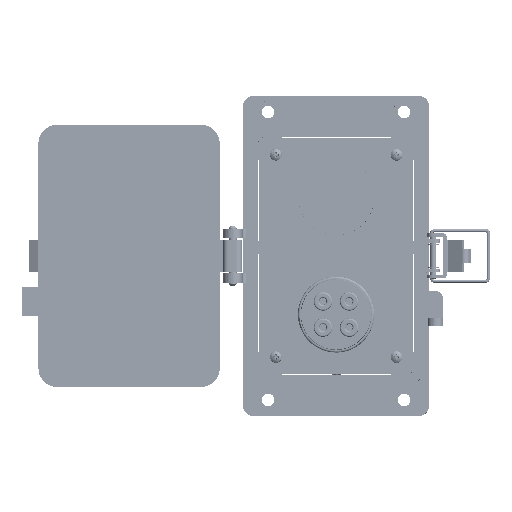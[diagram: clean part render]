
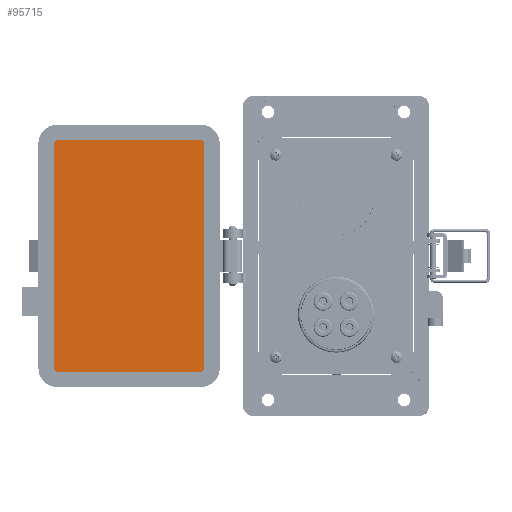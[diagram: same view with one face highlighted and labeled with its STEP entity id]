
A CAD part, top view. The second image highlights one B-rep face of the part: STEP entity #95715.
In plain terms, the highlighted planar face has unit normal (0, 0, 1).
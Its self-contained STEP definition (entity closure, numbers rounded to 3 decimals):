
#600 = CARTESIAN_POINT ( 'NONE',  ( -57.72, 67.765, 8.694 ) ) ;
#2128 = LINE ( 'NONE', #56329, #149633 ) ;
#7526 = CARTESIAN_POINT ( 'NONE',  ( 59.502, 69.55, 8.694 ) ) ;
#14657 = CARTESIAN_POINT ( 'NONE',  ( 57.717, 69.55, 8.694 ) ) ;
#14808 = ORIENTED_EDGE ( 'NONE', *, *, #91016, .F. ) ;
#17190 = VERTEX_POINT ( 'NONE', #7526 ) ;
#21644 = ORIENTED_EDGE ( 'NONE', *, *, #87448, .F. ) ;
#22207 = CARTESIAN_POINT ( 'NONE',  ( -57.72, 67.765, 8.694 ) ) ;
#23155 = AXIS2_PLACEMENT_3D ( 'NONE', #119107, #49366, #130849 ) ;
#26393 = DIRECTION ( 'NONE',  ( 0., -1., 0. ) ) ;
#26915 = EDGE_CURVE ( 'NONE', #122577, #101824, #83655, .T. ) ;
#28534 = AXIS2_PLACEMENT_3D ( 'NONE', #32223, #113550, #43860 ) ;
#29618 = LINE ( 'NONE', #31971, #126138 ) ;
#31137 = CIRCLE ( 'NONE', #33449, 1.785 ) ;
#31971 = CARTESIAN_POINT ( 'NONE',  ( -59.505, 143.334, 8.694 ) ) ;
#32223 = CARTESIAN_POINT ( 'NONE',  ( -57.72, 143.334, 8.694 ) ) ;
#33449 = AXIS2_PLACEMENT_3D ( 'NONE', #14657, #95989, #26393 ) ;
#35638 = CARTESIAN_POINT ( 'NONE',  ( -57.72, 145.119, 8.694 ) ) ;
#37698 = PLANE ( 'NONE',  #23155 ) ;
#43860 = DIRECTION ( 'NONE',  ( 0., -1., 0. ) ) ;
#48429 = CIRCLE ( 'NONE', #109582, 1.785 ) ;
#49366 = DIRECTION ( 'NONE',  ( 0., 0., 1. ) ) ;
#49605 = CARTESIAN_POINT ( 'NONE',  ( 57.717, 143.334, 8.694 ) ) ;
#53294 = DIRECTION ( 'NONE',  ( 1., 0., 0. ) ) ;
#53394 = CARTESIAN_POINT ( 'NONE',  ( -57.72, 69.55, 8.694 ) ) ;
#53980 = CARTESIAN_POINT ( 'NONE',  ( -59.505, 69.55, 8.694 ) ) ;
#55174 = EDGE_LOOP ( 'NONE', ( #21644, #133094, #143256, #134245, #98954, #130763, #14808, #143858 ) ) ;
#55290 = DIRECTION ( 'NONE',  ( 0., 1., 0. ) ) ;
#56329 = CARTESIAN_POINT ( 'NONE',  ( 59.502, 69.55, 8.694 ) ) ;
#57420 = VERTEX_POINT ( 'NONE', #108344 ) ;
#57689 = CARTESIAN_POINT ( 'NONE',  ( 57.717, 67.765, 8.694 ) ) ;
#57890 = VERTEX_POINT ( 'NONE', #53980 ) ;
#58323 = EDGE_CURVE ( 'NONE', #65603, #17190, #2128, .T. ) ;
#61316 = DIRECTION ( 'NONE',  ( 0., -1., 0. ) ) ;
#64355 = FACE_OUTER_BOUND ( 'NONE', #55174, .T. ) ;
#65073 = DIRECTION ( 'NONE',  ( 0., -1., 0. ) ) ;
#65603 = VERTEX_POINT ( 'NONE', #92892 ) ;
#67986 = DIRECTION ( 'NONE',  ( 0., -1., 0. ) ) ;
#78062 = VERTEX_POINT ( 'NONE', #129924 ) ;
#83655 = LINE ( 'NONE', #22207, #90976 ) ;
#87448 = EDGE_CURVE ( 'NONE', #57420, #134348, #122215, .T. ) ;
#87943 = EDGE_CURVE ( 'NONE', #17190, #122577, #31137, .T. ) ;
#90976 = VECTOR ( 'NONE', #91827, 1000. ) ;
#91016 = EDGE_CURVE ( 'NONE', #78062, #65603, #48429, .T. ) ;
#91827 = DIRECTION ( 'NONE',  ( -1., 0., 0. ) ) ;
#92892 = CARTESIAN_POINT ( 'NONE',  ( 59.502, 143.334, 8.694 ) ) ;
#95715 = ADVANCED_FACE ( 'NONE', ( #64355 ), #37698, .T. ) ;
#95989 = DIRECTION ( 'NONE',  ( 0., 0., -1. ) ) ;
#98954 = ORIENTED_EDGE ( 'NONE', *, *, #87943, .F. ) ;
#101824 = VERTEX_POINT ( 'NONE', #600 ) ;
#103324 = EDGE_CURVE ( 'NONE', #101824, #57890, #112577, .T. ) ;
#104463 = AXIS2_PLACEMENT_3D ( 'NONE', #53394, #134869, #65073 ) ;
#108344 = CARTESIAN_POINT ( 'NONE',  ( -59.505, 143.334, 8.694 ) ) ;
#109582 = AXIS2_PLACEMENT_3D ( 'NONE', #49605, #131088, #61316 ) ;
#112577 = CIRCLE ( 'NONE', #104463, 1.785 ) ;
#113550 = DIRECTION ( 'NONE',  ( 0., 0., -1. ) ) ;
#114914 = EDGE_CURVE ( 'NONE', #134348, #78062, #135953, .T. ) ;
#119107 = CARTESIAN_POINT ( 'NONE',  ( -30.745, 145.119, 8.694 ) ) ;
#122215 = CIRCLE ( 'NONE', #28534, 1.785 ) ;
#122577 = VERTEX_POINT ( 'NONE', #57689 ) ;
#123044 = CARTESIAN_POINT ( 'NONE',  ( 57.717, 145.119, 8.694 ) ) ;
#126138 = VECTOR ( 'NONE', #55290, 1000. ) ;
#129924 = CARTESIAN_POINT ( 'NONE',  ( 57.717, 145.119, 8.694 ) ) ;
#130763 = ORIENTED_EDGE ( 'NONE', *, *, #58323, .F. ) ;
#130849 = DIRECTION ( 'NONE',  ( 0., -1., 0. ) ) ;
#131088 = DIRECTION ( 'NONE',  ( 0., 0., -1. ) ) ;
#133094 = ORIENTED_EDGE ( 'NONE', *, *, #146582, .F. ) ;
#134245 = ORIENTED_EDGE ( 'NONE', *, *, #26915, .F. ) ;
#134348 = VERTEX_POINT ( 'NONE', #35638 ) ;
#134869 = DIRECTION ( 'NONE',  ( 0., 0., -1. ) ) ;
#135953 = LINE ( 'NONE', #123044, #143239 ) ;
#143239 = VECTOR ( 'NONE', #53294, 1000. ) ;
#143256 = ORIENTED_EDGE ( 'NONE', *, *, #103324, .F. ) ;
#143858 = ORIENTED_EDGE ( 'NONE', *, *, #114914, .F. ) ;
#146582 = EDGE_CURVE ( 'NONE', #57890, #57420, #29618, .T. ) ;
#149633 = VECTOR ( 'NONE', #67986, 1000. ) ;
